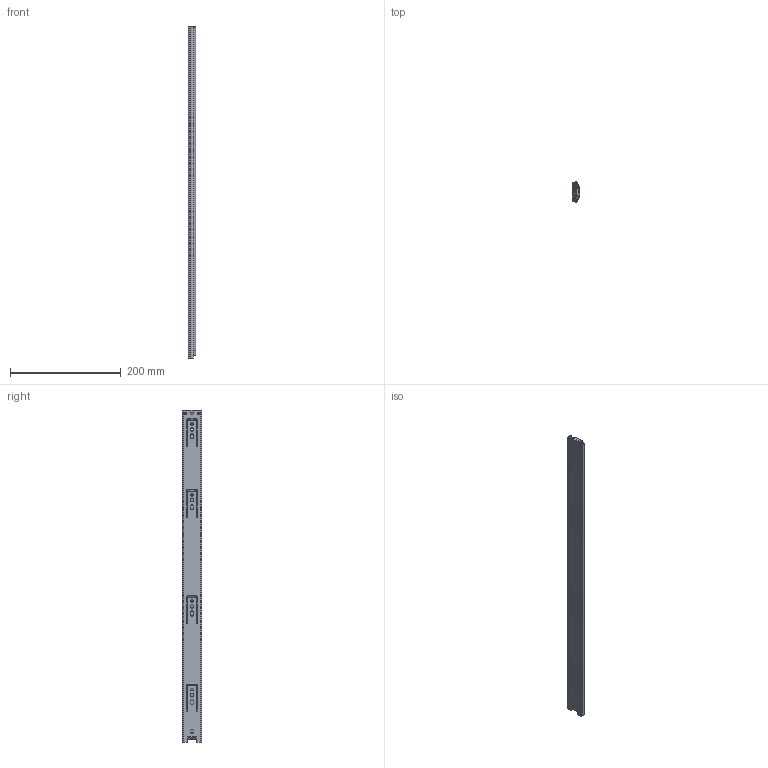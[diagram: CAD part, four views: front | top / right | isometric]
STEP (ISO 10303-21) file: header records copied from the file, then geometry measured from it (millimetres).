
FILE_DESCRIPTION (( 'STEP AP214' ), '1' );
FILE_NAME ('FR_5036_US.0600mm_0024inch_closed.STEP', '2022-10-12T10:03:08', ( '' ), ( '' ), 'SwSTEP 2.0', 'SolidWorks 2020', '' );
FILE_SCHEMA (( 'AUTOMOTIVE_DESIGN' ));
Length unit declared in the file: millimetre
Products named in the file (10): 5036.XXX-02.T000_NL  600; 5036 DETENT; 5036,XXX-03.T000_NL  600; 5035S MIDDLE STOP; 5036 TRIGGER; FR_5036_US.0600mm_0024inch_closed; 5036,XXX-01.T000_NL  600; 5036.XXX-03.T000_NL  600; 5036.XXX-01.T000_NL  600
Assembly tree (9 placements, depth 3):
  FR_5036_US.0600mm_0024inch_closed
    5036.XXX-01.T000_NL  600
      5036,XXX-01.T000_NL  600
      5036 DETENT
    5036.XXX-03.T000_NL  600
      5036,XXX-03.T000_NL  600
      5036 TRIGGER
    5036.XXX-02.T000_NL  600
      5036.XXX-02.T000_NL  600
      5035S MIDDLE STOP
Bounding box: 12.7 x 35.98 x 600 mm (x, y, z)
Volume: 88477.8 mm3; surface area: 153617.8 mm2
Topology: 8 solids, 8 shells, 683 faces, 1831 edges, 1148 vertices
Faces by surface type: plane 425, cylinder 233, bspline 23, cone 2
Entity records: 21970 total; most frequent: CARTESIAN_POINT 4264, ORIENTED_EDGE 3646, DIRECTION 3595, EDGE_CURVE 1823, LINE 1249, VECTOR 1249, AXIS2_PLACEMENT_3D 1173, VERTEX_POINT 1148
